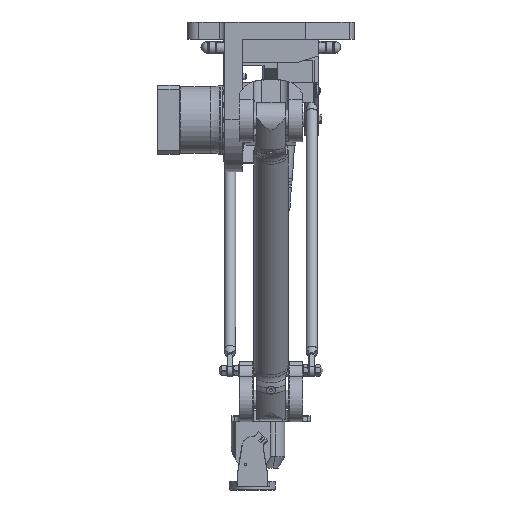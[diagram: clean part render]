
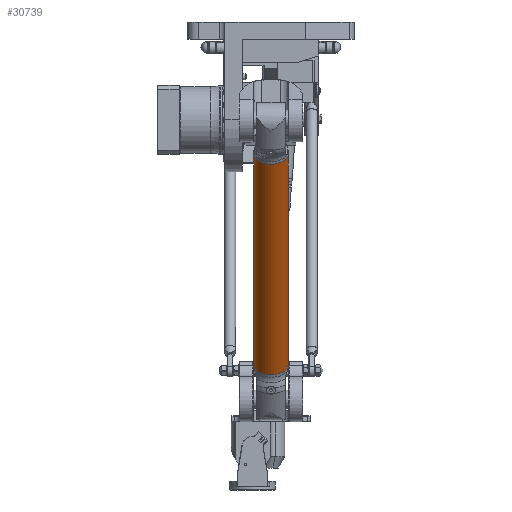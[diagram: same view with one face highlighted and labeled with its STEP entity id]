
A CAD part, front view. The second image highlights one B-rep face of the part: STEP entity #30739.
In plain terms, the highlighted cylindrical face has radius 30 mm (diameter 60 mm), a full revolution.
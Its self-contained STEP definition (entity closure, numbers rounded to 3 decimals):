
#969=FACE_BOUND('',#7404,.T.);
#2834=CIRCLE('',#33523,30.);
#2841=CIRCLE('',#33535,30.);
#4086=CYLINDRICAL_SURFACE('',#33536,30.);
#5178=FACE_OUTER_BOUND('',#7403,.T.);
#7403=EDGE_LOOP('',(#24291));
#7404=EDGE_LOOP('',(#24292));
#14909=VERTEX_POINT('',#53654);
#14916=VERTEX_POINT('',#53673);
#18304=EDGE_CURVE('',#14909,#14909,#2834,.T.);
#18311=EDGE_CURVE('',#14916,#14916,#2841,.T.);
#24291=ORIENTED_EDGE('',*,*,#18311,.T.);
#24292=ORIENTED_EDGE('',*,*,#18304,.T.);
#30739=ADVANCED_FACE('',(#5178,#969),#4086,.T.);
#33523=AXIS2_PLACEMENT_3D('',#53655,#39609,#39610);
#33535=AXIS2_PLACEMENT_3D('',#53674,#39633,#39634);
#33536=AXIS2_PLACEMENT_3D('',#53675,#39635,#39636);
#39609=DIRECTION('center_axis',(-1.,0.,0.));
#39610=DIRECTION('ref_axis',(0.,0.,1.));
#39633=DIRECTION('center_axis',(1.,0.,0.));
#39634=DIRECTION('ref_axis',(0.,0.,1.));
#39635=DIRECTION('center_axis',(-1.,0.,0.));
#39636=DIRECTION('ref_axis',(0.,0.,1.));
#53654=CARTESIAN_POINT('',(59.9,0.,30.));
#53655=CARTESIAN_POINT('Origin',(59.9,0.,0.));
#53673=CARTESIAN_POINT('',(-394.9,0.,30.));
#53674=CARTESIAN_POINT('Origin',(-394.9,0.,0.));
#53675=CARTESIAN_POINT('Origin',(65.,0.,0.));
